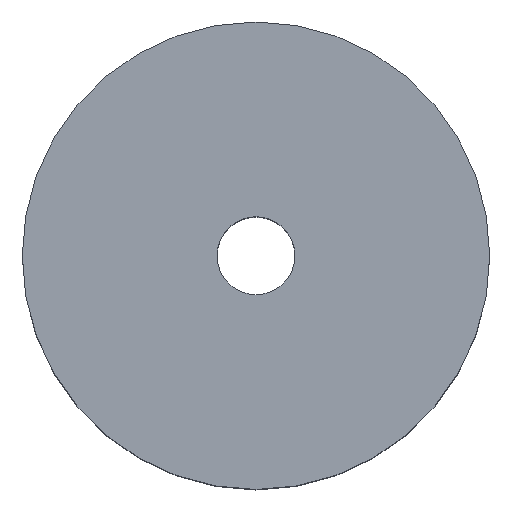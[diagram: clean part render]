
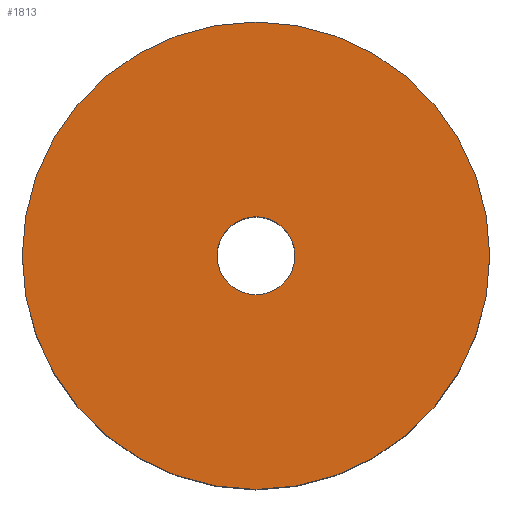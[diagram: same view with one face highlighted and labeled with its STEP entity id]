
A CAD part, top view. The second image highlights one B-rep face of the part: STEP entity #1813.
In plain terms, the highlighted planar face has unit normal (0, 0, 1).
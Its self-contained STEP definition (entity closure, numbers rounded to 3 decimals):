
#25=FACE_BOUND('',#231,.T.);
#29=PLANE('',#2222);
#128=FACE_OUTER_BOUND('',#230,.T.);
#230=EDGE_LOOP('',(#1603,#1604));
#231=EDGE_LOOP('',(#1605));
#524=CIRCLE('',#2220,152.4);
#525=CIRCLE('',#2221,152.4);
#526=CIRCLE('',#2223,25.4);
#724=VERTEX_POINT('',#3603);
#725=VERTEX_POINT('',#3605);
#726=VERTEX_POINT('',#3609);
#1019=EDGE_CURVE('',#725,#724,#524,.T.);
#1020=EDGE_CURVE('',#724,#725,#525,.T.);
#1021=EDGE_CURVE('',#726,#726,#526,.T.);
#1603=ORIENTED_EDGE('',*,*,#1019,.T.);
#1604=ORIENTED_EDGE('',*,*,#1020,.T.);
#1605=ORIENTED_EDGE('',*,*,#1021,.T.);
#1813=ADVANCED_FACE('',(#128,#25),#29,.T.);
#2220=AXIS2_PLACEMENT_3D('',#3606,#3000,#3001);
#2221=AXIS2_PLACEMENT_3D('',#3607,#3002,#3003);
#2222=AXIS2_PLACEMENT_3D('',#3608,#3004,#3005);
#2223=AXIS2_PLACEMENT_3D('',#3610,#3006,#3007);
#3000=DIRECTION('center_axis',(0.,0.,1.));
#3001=DIRECTION('ref_axis',(1.,0.,0.));
#3002=DIRECTION('center_axis',(0.,0.,1.));
#3003=DIRECTION('ref_axis',(1.,0.,0.));
#3004=DIRECTION('center_axis',(0.,0.,1.));
#3005=DIRECTION('ref_axis',(1.,0.,0.));
#3006=DIRECTION('center_axis',(0.,0.,-1.));
#3007=DIRECTION('ref_axis',(-1.,0.,0.));
#3603=CARTESIAN_POINT('',(-152.4,0.,184.15));
#3605=CARTESIAN_POINT('',(152.4,0.,184.15));
#3606=CARTESIAN_POINT('Origin',(0.,0.,184.15));
#3607=CARTESIAN_POINT('Origin',(0.,0.,184.15));
#3608=CARTESIAN_POINT('Origin',(0.,0.,184.15));
#3609=CARTESIAN_POINT('',(25.4,0.,184.15));
#3610=CARTESIAN_POINT('Origin',(0.,0.,184.15));
